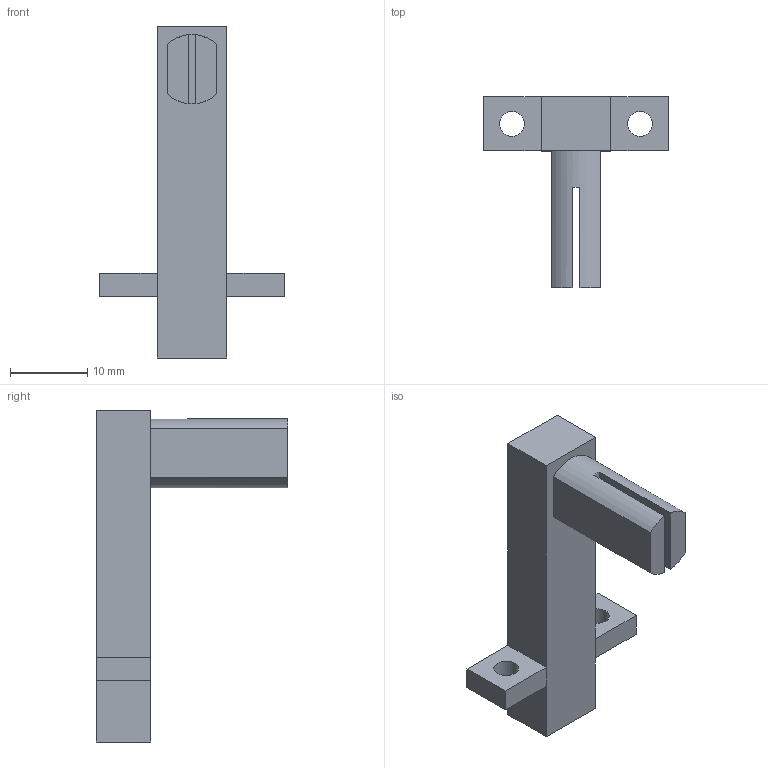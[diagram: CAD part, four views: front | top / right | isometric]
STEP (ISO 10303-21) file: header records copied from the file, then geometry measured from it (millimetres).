
FILE_DESCRIPTION(('FreeCAD Model'),'2;1');
FILE_NAME('Open CASCADE Shape Model','2023-02-23T15:56:38',(''),(''), 'Open CASCADE STEP processor 7.6','FreeCAD','Unknown');
FILE_SCHEMA(('AUTOMOTIVE_DESIGN { 1 0 10303 214 1 1 1 1 }'));
Length unit declared in the file: millimetre
Products named in the file (2): Ancla; Centro
Assembly tree (1 placements, depth 2):
  Ancla
    Centro
Bounding box: 24 x 24.75 x 43 mm (x, y, z)
Volume: 3783 mm3; surface area: 2513.5 mm2
Topology: 1 solids, 1 shells, 29 faces, 70 edges, 44 vertices
Faces by surface type: plane 25, cylinder 4
Full cylindrical faces by diameter (mm): 3.2 x2
Entity records: 1804 total; most frequent: CARTESIAN_POINT 309, DIRECTION 280, LINE 186, VECTOR 186, ORIENTED_EDGE 140, PCURVE 140, DEFINITIONAL_REPRESENTATION 140, EDGE_CURVE 70
